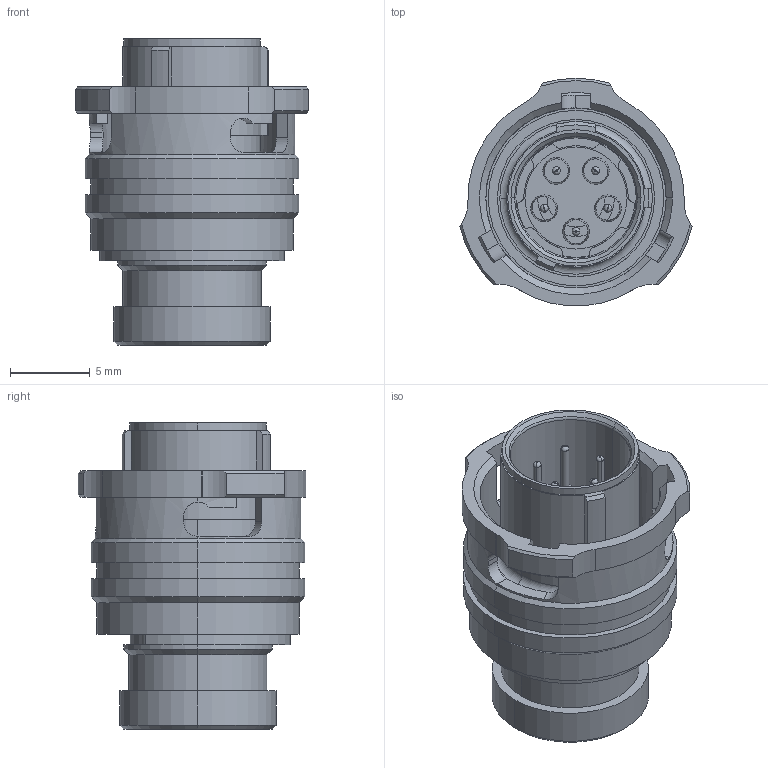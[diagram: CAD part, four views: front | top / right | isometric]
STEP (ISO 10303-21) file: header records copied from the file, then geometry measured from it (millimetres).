
FILE_DESCRIPTION (( 'STEP AP214' ), '1' );
FILE_NAME ('ASL606-05PD-HE.STEP', '2012-11-22T11:57:58', ( 'Nick Lewis' ), ( 'Deutsch Uk' ), 'SwSTEP 2.0', 'SolidWorks 2011', '' );
FILE_SCHEMA (( 'AUTOMOTIVE_DESIGN' ));
Length unit declared in the file: millimetre
Products named in the file (1): ASL606-05PD-HE
Bounding box: 14.57 x 14.25 x 19.2 mm (x, y, z)
Volume: 1284.8 mm3; surface area: 3219.9 mm2
Topology: 19 solids, 19 shells, 453 faces, 1063 edges, 673 vertices
Faces by surface type: cylinder 220, plane 118, cone 57, torus 46, bspline 12
Entity records: 18767 total; most frequent: CARTESIAN_POINT 2784, DIRECTION 2440, ORIENTED_EDGE 2126, EDGE_CURVE 1063, AXIS2_PLACEMENT_3D 1023, VERTEX_POINT 673, CIRCLE 581, EDGE_LOOP 520
